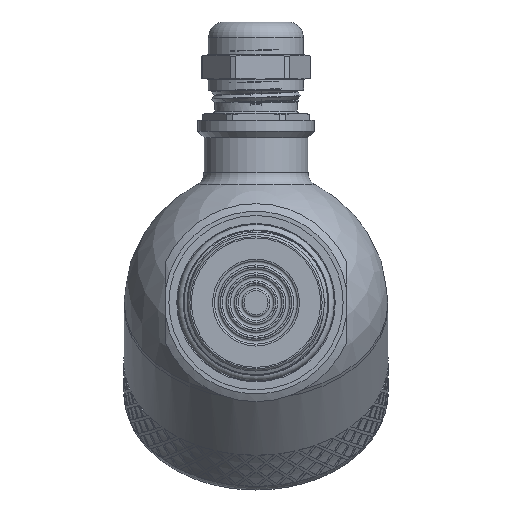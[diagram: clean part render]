
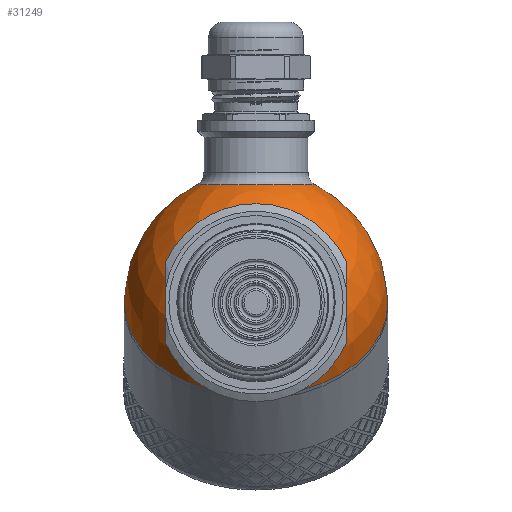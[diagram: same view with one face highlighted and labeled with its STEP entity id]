
A CAD part, left-side view. The second image highlights one B-rep face of the part: STEP entity #31249.
In plain terms, the highlighted spherical face has radius 30 mm.
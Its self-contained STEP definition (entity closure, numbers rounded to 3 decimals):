
#16=SPHERICAL_SURFACE('',#32804,30.);
#712=FACE_BOUND('',#10777,.T.);
#713=FACE_BOUND('',#10778,.T.);
#8644=FACE_OUTER_BOUND('',#10776,.T.);
#10776=EDGE_LOOP('',(#28364,#28365,#28366,#28367));
#10777=EDGE_LOOP('',(#28368));
#10778=EDGE_LOOP('',(#28369));
#11486=CIRCLE('',#32801,15.643);
#11489=CIRCLE('',#32805,30.);
#11490=CIRCLE('',#32806,30.);
#11491=CIRCLE('',#32807,30.);
#11492=CIRCLE('',#32808,13.5);
#14591=VERTEX_POINT('',#74045);
#14593=VERTEX_POINT('',#74051);
#14594=VERTEX_POINT('',#74052);
#14595=VERTEX_POINT('',#74054);
#14596=VERTEX_POINT('',#74057);
#19222=EDGE_CURVE('',#14591,#14591,#11486,.T.);
#19225=EDGE_CURVE('',#14593,#14594,#11489,.T.);
#19226=EDGE_CURVE('',#14593,#14595,#11490,.T.);
#19227=EDGE_CURVE('',#14594,#14593,#11491,.T.);
#19228=EDGE_CURVE('',#14596,#14596,#11492,.T.);
#28364=ORIENTED_EDGE('',*,*,#19225,.F.);
#28365=ORIENTED_EDGE('',*,*,#19226,.T.);
#28366=ORIENTED_EDGE('',*,*,#19226,.F.);
#28367=ORIENTED_EDGE('',*,*,#19227,.F.);
#28368=ORIENTED_EDGE('',*,*,#19222,.F.);
#28369=ORIENTED_EDGE('',*,*,#19228,.F.);
#31249=ADVANCED_FACE('',(#8644,#712,#713),#16,.T.);
#32801=AXIS2_PLACEMENT_3D('',#74046,#36556,#36557);
#32804=AXIS2_PLACEMENT_3D('',#74050,#36562,#36563);
#32805=AXIS2_PLACEMENT_3D('',#74053,#36564,#36565);
#32806=AXIS2_PLACEMENT_3D('',#74055,#36566,#36567);
#32807=AXIS2_PLACEMENT_3D('',#74056,#36568,#36569);
#32808=AXIS2_PLACEMENT_3D('',#74058,#36570,#36571);
#36556=DIRECTION('center_axis',(-0.707,0.,0.707));
#36557=DIRECTION('ref_axis',(0.707,0.,0.707));
#36562=DIRECTION('center_axis',(1.,0.,0.));
#36563=DIRECTION('ref_axis',(0.,-1.,0.));
#36564=DIRECTION('center_axis',(1.,0.,0.));
#36565=DIRECTION('ref_axis',(0.,1.,0.));
#36566=DIRECTION('center_axis',(0.,0.,1.));
#36567=DIRECTION('ref_axis',(0.,1.,0.));
#36568=DIRECTION('center_axis',(1.,0.,0.));
#36569=DIRECTION('ref_axis',(0.,1.,0.));
#36570=DIRECTION('center_axis',(-0.707,0.,-0.707));
#36571=DIRECTION('ref_axis',(-0.707,0.,0.707));
#74045=CARTESIAN_POINT('',(-29.162,0.,7.04));
#74046=CARTESIAN_POINT('Origin',(-18.101,0.,18.101));
#74050=CARTESIAN_POINT('Origin',(0.,0.,0.));
#74051=CARTESIAN_POINT('',(0.,30.,0.));
#74052=CARTESIAN_POINT('',(0.,-30.,0.));
#74053=CARTESIAN_POINT('Origin',(0.,0.,0.));
#74054=CARTESIAN_POINT('',(-30.,0.,0.));
#74055=CARTESIAN_POINT('Origin',(0.,0.,0.));
#74056=CARTESIAN_POINT('Origin',(0.,0.,0.));
#74057=CARTESIAN_POINT('',(-9.398,0.,-28.49));
#74058=CARTESIAN_POINT('Origin',(-18.944,0.,-18.944));
